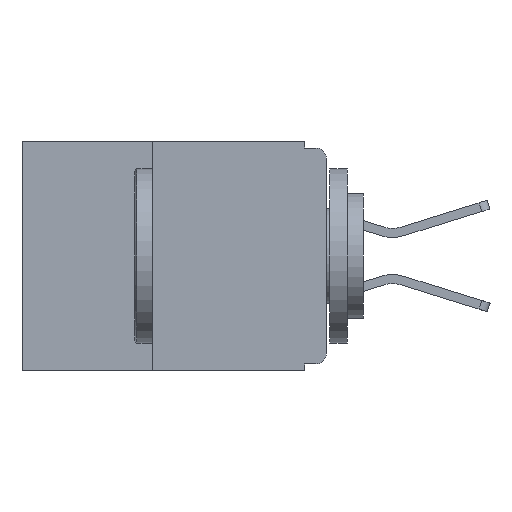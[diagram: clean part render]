
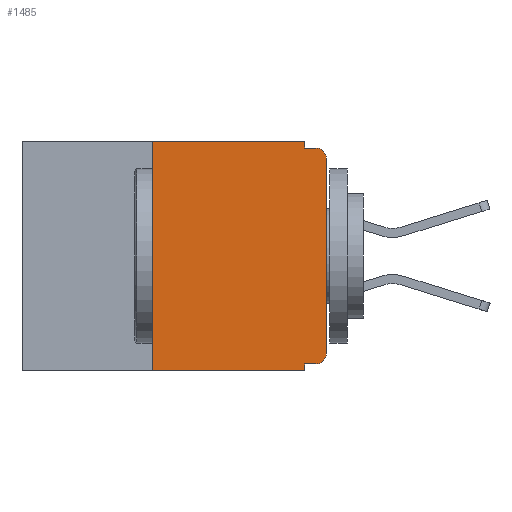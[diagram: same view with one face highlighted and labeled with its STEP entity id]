
A CAD part, left-side view. The second image highlights one B-rep face of the part: STEP entity #1485.
In plain terms, the highlighted planar face has unit normal (-1, 0, 0).
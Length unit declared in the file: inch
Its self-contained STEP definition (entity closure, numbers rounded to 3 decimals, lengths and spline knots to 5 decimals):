
#47 = EDGE_LOOP ( 'NONE', ( #2366, #461, #893, #4509, #9420, #2592, #3863, #688, #12426, #12826 ) ) ;
#68 = LINE ( 'NONE', #15889, #6897 ) ;
#169 = DIRECTION ( 'NONE',  ( 0., -1., 0. ) ) ;
#412 = CARTESIAN_POINT ( 'NONE',  ( 0., 0.015, -0.01 ) ) ;
#461 = ORIENTED_EDGE ( 'NONE', *, *, #5583, .T. ) ;
#635 = CARTESIAN_POINT ( 'NONE',  ( 0., 0.437, -0.33 ) ) ;
#688 = ORIENTED_EDGE ( 'NONE', *, *, #10882, .F. ) ;
#893 = ORIENTED_EDGE ( 'NONE', *, *, #11972, .F. ) ;
#900 = VECTOR ( 'NONE', #8497, 39.37008 ) ;
#1326 = LINE ( 'NONE', #7119, #900 ) ;
#1485 = ADVANCED_FACE ( 'NONE', ( #11094 ), #5110, .F. ) ;
#2231 = AXIS2_PLACEMENT_3D ( 'NONE', #10772, #10633, #10743 ) ;
#2274 = DIRECTION ( 'NONE',  ( 0., 1., 0. ) ) ;
#2366 = ORIENTED_EDGE ( 'NONE', *, *, #16822, .T. ) ;
#2403 = VERTEX_POINT ( 'NONE', #412 ) ;
#2519 = EDGE_CURVE ( 'NONE', #3127, #16102, #12951, .T. ) ;
#2592 = ORIENTED_EDGE ( 'NONE', *, *, #3431, .F. ) ;
#2897 = CARTESIAN_POINT ( 'NONE',  ( 0., 0.015, -0.305 ) ) ;
#2979 = CARTESIAN_POINT ( 'NONE',  ( 0., 0.015, -0.32 ) ) ;
#3127 = VERTEX_POINT ( 'NONE', #15635 ) ;
#3210 = VERTEX_POINT ( 'NONE', #13234 ) ;
#3431 = EDGE_CURVE ( 'NONE', #3127, #11118, #12525, .T. ) ;
#3863 = ORIENTED_EDGE ( 'NONE', *, *, #2519, .T. ) ;
#3990 = CARTESIAN_POINT ( 'NONE',  ( 0., 0.25, 0. ) ) ;
#4229 = CARTESIAN_POINT ( 'NONE',  ( 0., 0.031, 0. ) ) ;
#4277 = DIRECTION ( 'NONE',  ( 0., 0., -1. ) ) ;
#4316 = CARTESIAN_POINT ( 'NONE',  ( 0., 0.031, -0.32 ) ) ;
#4463 = CARTESIAN_POINT ( 'NONE',  ( 0., 0.031, -0.01 ) ) ;
#4509 = ORIENTED_EDGE ( 'NONE', *, *, #16555, .F. ) ;
#4851 = DIRECTION ( 'NONE',  ( 1., 0., 0. ) ) ;
#4869 = DIRECTION ( 'NONE',  ( 0., 0., -1. ) ) ;
#5046 = CARTESIAN_POINT ( 'NONE',  ( 0., 0.437, 0. ) ) ;
#5090 = CIRCLE ( 'NONE', #2231, 0.015 ) ;
#5110 = PLANE ( 'NONE',  #14622 ) ;
#5213 = CIRCLE ( 'NONE', #10864, 0.015 ) ;
#5356 = CARTESIAN_POINT ( 'NONE',  ( 0., 0.437, 0. ) ) ;
#5583 = EDGE_CURVE ( 'NONE', #10530, #2403, #5090, .T. ) ;
#5996 = CARTESIAN_POINT ( 'NONE',  ( 0., 0.031, -0.33 ) ) ;
#6897 = VECTOR ( 'NONE', #2274, 39.37008 ) ;
#7119 = CARTESIAN_POINT ( 'NONE',  ( 0., 0., -0.01 ) ) ;
#7131 = VERTEX_POINT ( 'NONE', #4463 ) ;
#7167 = VERTEX_POINT ( 'NONE', #2979 ) ;
#7529 = DIRECTION ( 'NONE',  ( 0., 0., 1. ) ) ;
#8000 = CARTESIAN_POINT ( 'NONE',  ( 0., 0.25, -0.33 ) ) ;
#8047 = VECTOR ( 'NONE', #15906, 39.37008 ) ;
#8468 = LINE ( 'NONE', #5046, #8047 ) ;
#8497 = DIRECTION ( 'NONE',  ( 0., -1., 0. ) ) ;
#8838 = VERTEX_POINT ( 'NONE', #4316 ) ;
#8913 = VECTOR ( 'NONE', #169, 39.37008 ) ;
#9420 = ORIENTED_EDGE ( 'NONE', *, *, #15016, .F. ) ;
#10098 = EDGE_CURVE ( 'NONE', #7167, #3210, #5213, .T. ) ;
#10449 = EDGE_CURVE ( 'NONE', #7167, #8838, #68, .T. ) ;
#10488 = VECTOR ( 'NONE', #14096, 39.37008 ) ;
#10530 = VERTEX_POINT ( 'NONE', #10691 ) ;
#10633 = DIRECTION ( 'NONE',  ( -1., 0., 0. ) ) ;
#10691 = CARTESIAN_POINT ( 'NONE',  ( 0., 0., -0.025 ) ) ;
#10743 = DIRECTION ( 'NONE',  ( 0., 0., -1. ) ) ;
#10772 = CARTESIAN_POINT ( 'NONE',  ( 0., 0.015, -0.025 ) ) ;
#10816 = VERTEX_POINT ( 'NONE', #15289 ) ;
#10864 = AXIS2_PLACEMENT_3D ( 'NONE', #2897, #12444, #4277 ) ;
#10882 = EDGE_CURVE ( 'NONE', #8838, #16102, #10936, .T. ) ;
#10936 = LINE ( 'NONE', #5996, #10488 ) ;
#11075 = LINE ( 'NONE', #4229, #17383 ) ;
#11094 = FACE_OUTER_BOUND ( 'NONE', #47, .T. ) ;
#11118 = VERTEX_POINT ( 'NONE', #3990 ) ;
#11972 = EDGE_CURVE ( 'NONE', #7131, #2403, #1326, .T. ) ;
#12426 = ORIENTED_EDGE ( 'NONE', *, *, #10449, .F. ) ;
#12444 = DIRECTION ( 'NONE',  ( -1., 0., 0. ) ) ;
#12525 = LINE ( 'NONE', #8000, #15664 ) ;
#12826 = ORIENTED_EDGE ( 'NONE', *, *, #10098, .T. ) ;
#12951 = LINE ( 'NONE', #635, #8913 ) ;
#13234 = CARTESIAN_POINT ( 'NONE',  ( 0., 0., -0.305 ) ) ;
#13595 = LINE ( 'NONE', #15668, #16756 ) ;
#14096 = DIRECTION ( 'NONE',  ( 0., 0., -1. ) ) ;
#14206 = CARTESIAN_POINT ( 'NONE',  ( 0., 0.031, -0.33 ) ) ;
#14622 = AXIS2_PLACEMENT_3D ( 'NONE', #5356, #4851, #4869 ) ;
#15016 = EDGE_CURVE ( 'NONE', #11118, #10816, #8468, .T. ) ;
#15289 = CARTESIAN_POINT ( 'NONE',  ( 0., 0.031, 0. ) ) ;
#15635 = CARTESIAN_POINT ( 'NONE',  ( 0., 0.25, -0.33 ) ) ;
#15664 = VECTOR ( 'NONE', #17567, 39.37008 ) ;
#15668 = CARTESIAN_POINT ( 'NONE',  ( 0., 0., 0. ) ) ;
#15889 = CARTESIAN_POINT ( 'NONE',  ( 0., 0., -0.32 ) ) ;
#15906 = DIRECTION ( 'NONE',  ( 0., -1., 0. ) ) ;
#16102 = VERTEX_POINT ( 'NONE', #14206 ) ;
#16397 = DIRECTION ( 'NONE',  ( 0., 0., -1. ) ) ;
#16555 = EDGE_CURVE ( 'NONE', #10816, #7131, #11075, .T. ) ;
#16756 = VECTOR ( 'NONE', #7529, 39.37008 ) ;
#16822 = EDGE_CURVE ( 'NONE', #3210, #10530, #13595, .T. ) ;
#17383 = VECTOR ( 'NONE', #16397, 39.37008 ) ;
#17567 = DIRECTION ( 'NONE',  ( 0., 0., 1. ) ) ;
